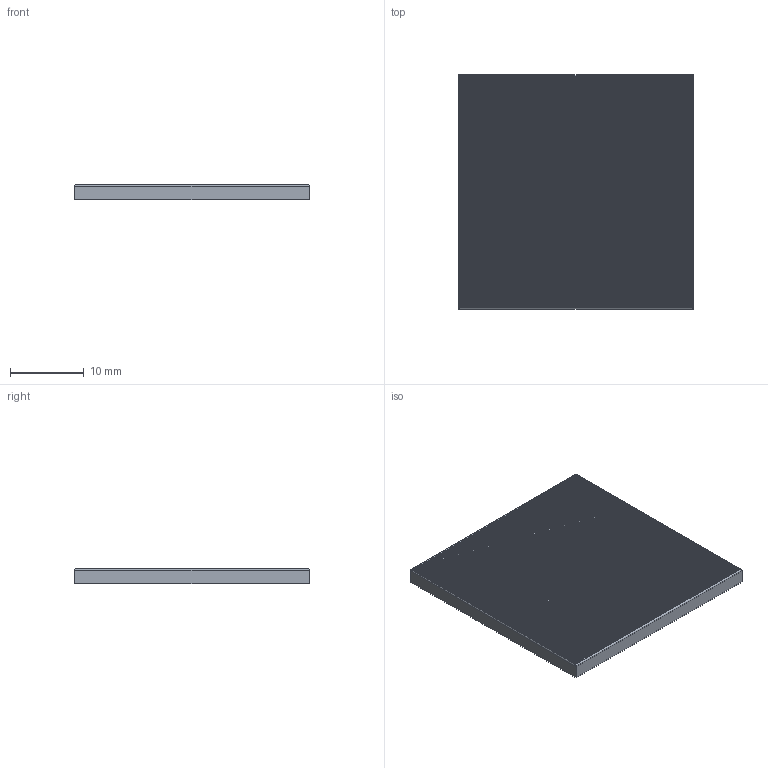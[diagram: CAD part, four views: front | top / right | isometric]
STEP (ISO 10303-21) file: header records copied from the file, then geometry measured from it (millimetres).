
FILE_DESCRIPTION(/* description */ (''),/* implementation_level */ '2;1');
FILE_NAME(/* name */ 'scale simple textured sidewalk',/* time_stamp */ '2025-01-03T21:46:24-05:00',/* author */ (''),/* organization */ (''),/* preprocessor_version */ 'ST-DEVELOPER v19.2',/* originating_system */ 'Rhino 8.14',/* authorisation */ '');
FILE_SCHEMA (('CONFIG_CONTROL_DESIGN'));
Length unit declared in the file: inch
Products named in the file (1): Document
Bounding box: 31.75 x 31.75 x 2.12 mm (x, y, z)
Volume: 2107.1 mm3; surface area: 2551.9 mm2
Topology: 1 solids, 1 shells, 256 faces, 758 edges, 504 vertices
Faces by surface type: plane 128, cylinder 128
Entity records: 13390 total; most frequent: CARTESIAN_POINT 8472, ORIENTED_EDGE 1516, EDGE_CURVE 758, B_SPLINE_CURVE_WITH_KNOTS 510, VERTEX_POINT 504, DIRECTION 260, AXIS2_PLACEMENT_3D 258, ADVANCED_FACE 256
